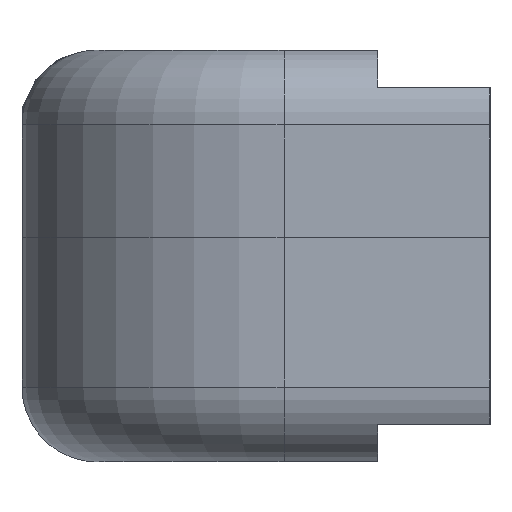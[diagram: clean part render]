
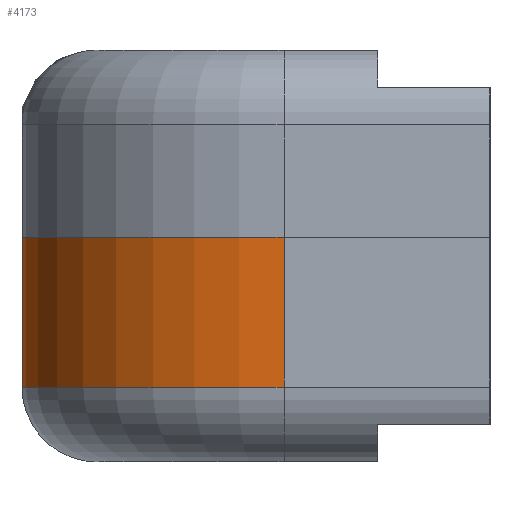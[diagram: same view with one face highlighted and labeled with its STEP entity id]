
A CAD part, left-side view. The second image highlights one B-rep face of the part: STEP entity #4173.
In plain terms, the highlighted cylindrical face has radius 7 mm (diameter 14 mm), a partial arc.
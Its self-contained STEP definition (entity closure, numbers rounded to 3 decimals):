
#3783=CARTESIAN_POINT('',(-80.,43.5,0.));
#3784=VERTEX_POINT('',#3783);
#3791=CARTESIAN_POINT('',(-80.,43.5,4.));
#3792=VERTEX_POINT('',#3791);
#3793=CARTESIAN_POINT('',(-80.,43.5,0.));
#3794=DIRECTION('',(0.,0.,1.));
#3795=VECTOR('',#3794,4.);
#3796=LINE('',#3793,#3795);
#3797=EDGE_CURVE('',#3784,#3792,#3796,.T.);
#3834=CARTESIAN_POINT('',(-87.,36.5,4.));
#3835=VERTEX_POINT('',#3834);
#3836=CARTESIAN_POINT('',(-87.,36.5,0.));
#3837=VERTEX_POINT('',#3836);
#3838=CARTESIAN_POINT('',(-87.,36.5,4.));
#3839=DIRECTION('',(-0.,-0.,-1.));
#3840=VECTOR('',#3839,4.);
#3841=LINE('',#3838,#3840);
#3842=EDGE_CURVE('',#3835,#3837,#3841,.T.);
#4077=CARTESIAN_POINT('',(-80.,36.5,4.));
#4078=DIRECTION('',(-0.,-0.,1.));
#4079=DIRECTION('',(-1.,0.,0.));
#4080=AXIS2_PLACEMENT_3D('',#4077,#4078,#4079);
#4081=CIRCLE('',#4080,7.);
#4082=EDGE_CURVE('',#3792,#3835,#4081,.T.);
#4156=CARTESIAN_POINT('',(-80.,36.5,8.));
#4157=DIRECTION('',(0.,0.,1.));
#4158=DIRECTION('',(1.,0.,-0.));
#4159=AXIS2_PLACEMENT_3D('',#4156,#4157,#4158);
#4160=CYLINDRICAL_SURFACE('',#4159,7.);
#4161=ORIENTED_EDGE('',*,*,#3797,.F.);
#4162=CARTESIAN_POINT('',(-80.,36.5,0.));
#4163=DIRECTION('',(0.,0.,1.));
#4164=DIRECTION('',(1.,0.,-0.));
#4165=AXIS2_PLACEMENT_3D('',#4162,#4163,#4164);
#4166=CIRCLE('',#4165,7.);
#4167=EDGE_CURVE('',#3784,#3837,#4166,.T.);
#4168=ORIENTED_EDGE('',*,*,#4167,.T.);
#4169=ORIENTED_EDGE('',*,*,#3842,.F.);
#4170=ORIENTED_EDGE('',*,*,#4082,.F.);
#4171=EDGE_LOOP('',(#4161,#4168,#4169,#4170));
#4172=FACE_BOUND('',#4171,.T.);
#4173=ADVANCED_FACE('',(#4172),#4160,.T.);
